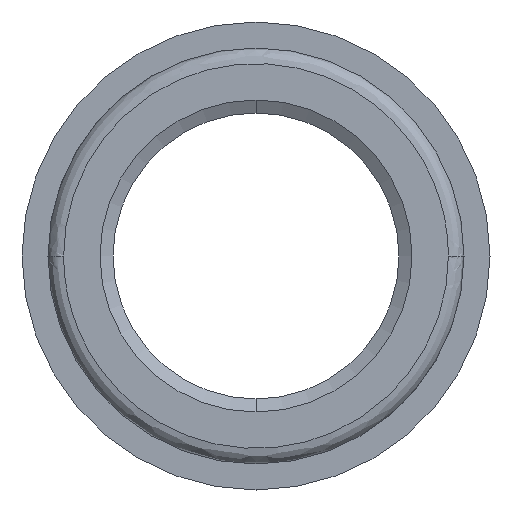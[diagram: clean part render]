
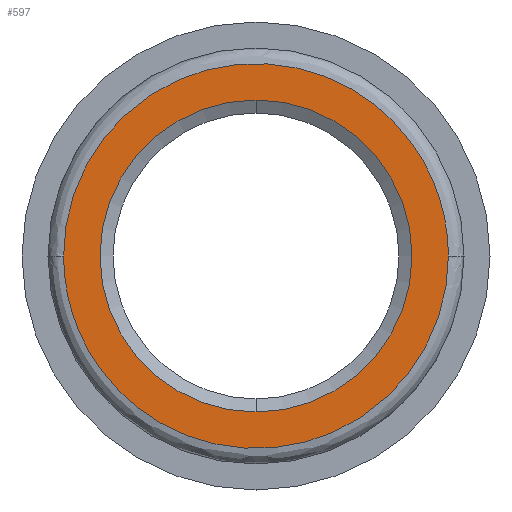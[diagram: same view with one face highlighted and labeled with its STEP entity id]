
A CAD part, front view. The second image highlights one B-rep face of the part: STEP entity #597.
In plain terms, the highlighted planar face has unit normal (0, -1, 0).
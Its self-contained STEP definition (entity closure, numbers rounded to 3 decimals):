
#41 = EDGE_CURVE ( 'NONE', #638, #678, #627, .T. ) ;
#64 = EDGE_CURVE ( 'NONE', #677, #698, #818, .T. ) ;
#68 = EDGE_CURVE ( 'NONE', #678, #638, #626, .T. ) ;
#75 = EDGE_CURVE ( 'NONE', #698, #677, #802, .T. ) ;
#84 = AXIS2_PLACEMENT_3D ( 'NONE', #569, #568, #567 ) ;
#88 = AXIS2_PLACEMENT_3D ( 'NONE', #159, #163, #158 ) ;
#112 = AXIS2_PLACEMENT_3D ( 'NONE', #445, #447, #438 ) ;
#158 = DIRECTION ( 'NONE',  ( 0., 0., -1. ) ) ;
#159 = CARTESIAN_POINT ( 'NONE',  ( 0., 0., 0. ) ) ;
#163 = DIRECTION ( 'NONE',  ( 0., -1., 0. ) ) ;
#227 = CARTESIAN_POINT ( 'NONE',  ( 0., 0., -3. ) ) ;
#235 = CARTESIAN_POINT ( 'NONE',  ( 3.7, 0., 0. ) ) ;
#244 = CARTESIAN_POINT ( 'NONE',  ( 0., 0., 3. ) ) ;
#260 = CARTESIAN_POINT ( 'NONE',  ( -3.7, 0., 0. ) ) ;
#304 = CARTESIAN_POINT ( 'NONE',  ( 3.7, 0., 0. ) ) ;
#396 = CARTESIAN_POINT ( 'NONE',  ( 3.7, 0., -7.4 ) ) ;
#412 = CARTESIAN_POINT ( 'NONE',  ( 3.7, 0., 0. ) ) ;
#413 = CARTESIAN_POINT ( 'NONE',  ( 3.7, 0., 7.4 ) ) ;
#419 = CARTESIAN_POINT ( 'NONE',  ( -3.7, 0., 0. ) ) ;
#420 = CARTESIAN_POINT ( 'NONE',  ( -3.7, 0., 7.4 ) ) ;
#421 = CARTESIAN_POINT ( 'NONE',  ( -3.7, 0., -7.4 ) ) ;
#429 = CARTESIAN_POINT ( 'NONE',  ( -3.7, 0., 0. ) ) ;
#438 = DIRECTION ( 'NONE',  ( -1., 0., 0. ) ) ;
#442 = PLANE ( 'NONE',  #112 ) ;
#445 = CARTESIAN_POINT ( 'NONE',  ( 3.744, 0., -3.744 ) ) ;
#447 = DIRECTION ( 'NONE',  ( 0., 1., 0. ) ) ;
#567 = DIRECTION ( 'NONE',  ( 0., 0., -1. ) ) ;
#568 = DIRECTION ( 'NONE',  ( 0., -1., 0. ) ) ;
#569 = CARTESIAN_POINT ( 'NONE',  ( 0., 0., 0. ) ) ;
#597 = ADVANCED_FACE ( 'NONE', ( #750, #749 ), #442, .F. ) ;
#626 =( BOUNDED_CURVE ( )  B_SPLINE_CURVE ( 3, ( #304, #396, #421, #429 ),
 .UNSPECIFIED., .F., .T. ) 
 B_SPLINE_CURVE_WITH_KNOTS ( ( 4, 4 ),
 ( 0., 1. ),
 .UNSPECIFIED. ) 
 CURVE ( )  GEOMETRIC_REPRESENTATION_ITEM ( )  RATIONAL_B_SPLINE_CURVE ( ( 0.957, 0.319, 0.319, 0.957 ) ) 
 REPRESENTATION_ITEM ( '' )  );
#627 =( BOUNDED_CURVE ( )  B_SPLINE_CURVE ( 3, ( #419, #420, #413, #412 ),
 .UNSPECIFIED., .F., .F. ) 
 B_SPLINE_CURVE_WITH_KNOTS ( ( 4, 4 ),
 ( 0., 1. ),
 .UNSPECIFIED. ) 
 CURVE ( )  GEOMETRIC_REPRESENTATION_ITEM ( )  RATIONAL_B_SPLINE_CURVE ( ( 0.957, 0.319, 0.319, 0.957 ) ) 
 REPRESENTATION_ITEM ( '' )  );
#638 = VERTEX_POINT ( 'NONE', #260 ) ;
#644 = EDGE_LOOP ( 'NONE', ( #897, #899 ) ) ;
#648 = EDGE_LOOP ( 'NONE', ( #893, #896 ) ) ;
#677 = VERTEX_POINT ( 'NONE', #244 ) ;
#678 = VERTEX_POINT ( 'NONE', #235 ) ;
#698 = VERTEX_POINT ( 'NONE', #227 ) ;
#749 = FACE_OUTER_BOUND ( 'NONE', #644, .T. ) ;
#750 = FACE_BOUND ( 'NONE', #648, .T. ) ;
#802 = CIRCLE ( 'NONE', #84, 3. ) ;
#818 = CIRCLE ( 'NONE', #88, 3. ) ;
#893 = ORIENTED_EDGE ( 'NONE', *, *, #75, .F. ) ;
#896 = ORIENTED_EDGE ( 'NONE', *, *, #64, .F. ) ;
#897 = ORIENTED_EDGE ( 'NONE', *, *, #68, .F. ) ;
#899 = ORIENTED_EDGE ( 'NONE', *, *, #41, .F. ) ;
